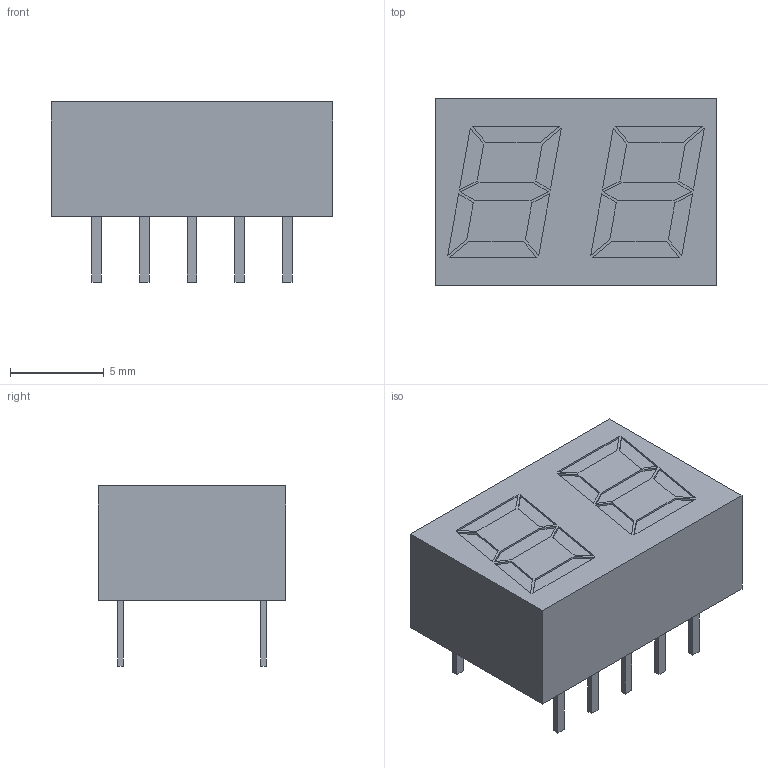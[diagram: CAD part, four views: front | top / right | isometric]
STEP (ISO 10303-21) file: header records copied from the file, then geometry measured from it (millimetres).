
FILE_DESCRIPTION(('FreeCAD Model'),'2;1');
FILE_NAME('Display_LiteOn_LTD-2601WC.step','2018-06-24T22:25:23',( 'kicad StepUp'),('ksu MCAD'),'Open CASCADE STEP processor 7.2', 'FreeCAD','Unknown');
FILE_SCHEMA(('AUTOMOTIVE_DESIGN_CC2 { 1 2 10303 214 -1 1 5 4 }'));
Length unit declared in the file: millimetre
Products named in the file (1): Display_LiteOn_LTD-2601WC
Bounding box: 15.02 x 10 x 9.6 mm (x, y, z)
Volume: 917.6 mm3; surface area: 673.7 mm2
Topology: 1 solids, 1 shells, 131 faces, 316 edges, 212 vertices
Faces by surface type: plane 131
Entity records: 4673 total; most frequent: CARTESIAN_POINT 660, ORIENTED_EDGE 632, DIRECTION 580, EDGE_CURVE 316, LINE 316, VECTOR 316, VERTEX_POINT 212, FACE_BOUND 156
